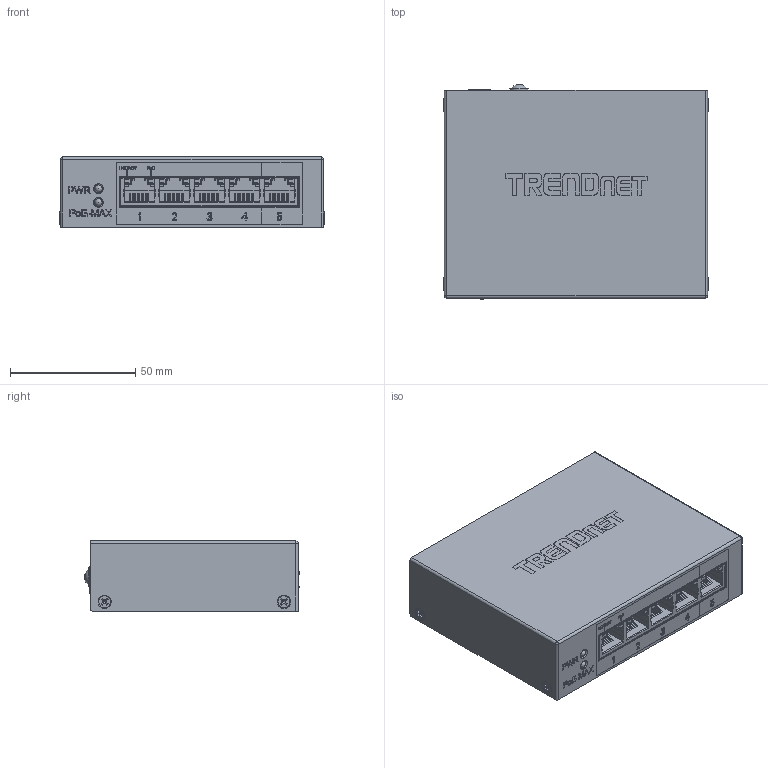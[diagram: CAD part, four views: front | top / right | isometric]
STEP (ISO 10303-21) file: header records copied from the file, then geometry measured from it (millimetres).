
FILE_DESCRIPTION(('FreeCAD Model'),'2;1');
FILE_NAME('Open CASCADE Shape Model','2024-04-02T19:55:22',(''),(''), 'Open CASCADE STEP processor 7.6','FreeCAD','Unknown');
FILE_SCHEMA(('AP242_MANAGED_MODEL_BASED_3D_ENGINEERING_MIM_LF. {1 0 10303 442 1 1 4 }'));
Length unit declared in the file: millimetre
Products named in the file (30): Trendnet_TE_GP051; Fillet006; Körper002; DS-210 v010; DS-210 v5; DS-210 v006; DS-210 v007; DS-210 v008; DS-210 v009; LED_D3.0mm_Clear; LED_D3.0mm_Clear001; Slice.0; Array001; Compound; Array002; Extrude; Slice001.0; Slice001.1; Extrude001; M3x4-Schraube; M3x4-Schraube007; Extrude004; Extrude005; Extrude006; Extrude007; Extrude008; Extrude009; Fusion001; Extrude010; Extrude011
Assembly tree (40 placements, depth 3):
  Trendnet_TE_GP051
    Fillet006
    Körper002
    DS-210 v010
      DS-210 v5
      DS-210 v006
      DS-210 v007
      DS-210 v008
      DS-210 v009
    LED_D3.0mm_Clear
    LED_D3.0mm_Clear001
    Slice.0
    Array001
      Compound  x5
    Array002
      Extrude  x5
    Slice001.0
    Slice001.1
    Extrude001
    M3x4-Schraube  x4
    M3x4-Schraube007
    Extrude004
    Extrude005
    Extrude006
    Extrude007
    Extrude008
    Extrude009
    Fusion001
    Extrude010
    Extrude011
Bounding box: 105.4 x 85.73 x 28.05 mm (x, y, z)
Volume: 40504.6 mm3; surface area: 66063.2 mm2
Topology: 113 solids, 114 shells, 1879 faces, 4909 edges, 3341 vertices
Faces by surface type: plane 1030, extrusion 416, bspline 187, cylinder 177, cone 36, sphere 21, torus 7, revolution 5
Full cylindrical faces by diameter (mm): 1 x1, 1.082 x1, 1.2 x1, 1.3 x1, 2 x4, 2.5 x1, 2.9 x2, 3 x8, 3.1 x2, 3.2 x4, 5.3 x4, 6.4 x1, 7.5 x1
Entity records: 51039 total; most frequent: CARTESIAN_POINT 11674, ORIENTED_EDGE 8414, DIRECTION 6311, EDGE_CURVE 4207, VECTOR 3291, VERTEX_POINT 2883, LINE 2875, FACE_BOUND 1724
